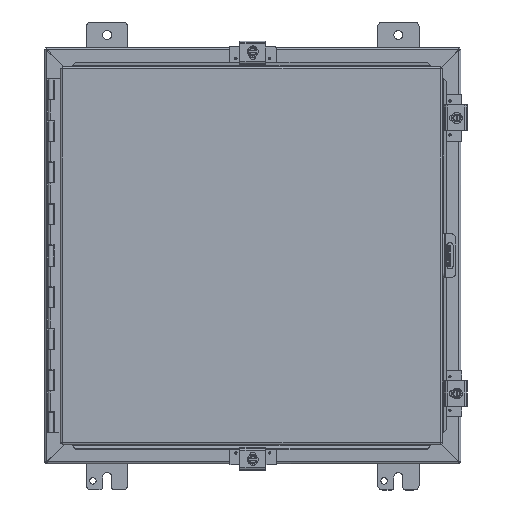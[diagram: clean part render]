
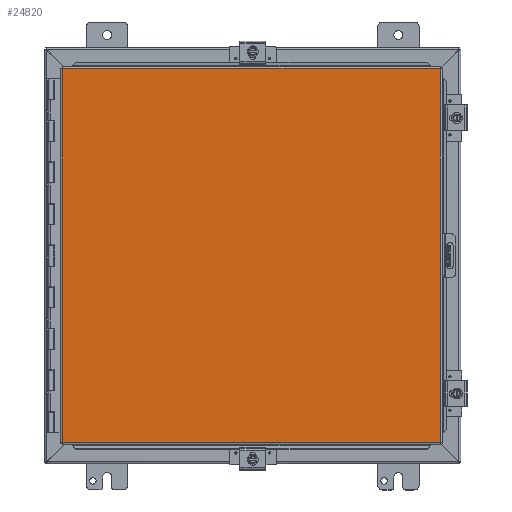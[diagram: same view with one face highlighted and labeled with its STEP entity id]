
A CAD part, top view. The second image highlights one B-rep face of the part: STEP entity #24820.
In plain terms, the highlighted face is planar.
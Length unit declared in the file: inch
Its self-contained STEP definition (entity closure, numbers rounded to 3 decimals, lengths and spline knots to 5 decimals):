
#2276 = EDGE_CURVE ( 'NONE', #22822, #11113, #19932, .T. ) ;
#2339 = DIRECTION ( 'NONE',  ( 1., 0., 0. ) ) ;
#2411 = CARTESIAN_POINT ( 'NONE',  ( -9.08225, 8.9885, 0. ) ) ;
#3761 = CARTESIAN_POINT ( 'NONE',  ( -9.08225, -8.9885, 0. ) ) ;
#4397 = ORIENTED_EDGE ( 'NONE', *, *, #2276, .T. ) ;
#4781 = CARTESIAN_POINT ( 'NONE',  ( 9.08225, -8.9885, 0. ) ) ;
#5807 = PLANE ( 'NONE',  #14826 ) ;
#9751 = CARTESIAN_POINT ( 'NONE',  ( 9.08225, 8.9885, 0. ) ) ;
#11113 = VERTEX_POINT ( 'NONE', #4781 ) ;
#11351 = CARTESIAN_POINT ( 'NONE',  ( -9.08225, -8.9885, 0. ) ) ;
#12423 = CARTESIAN_POINT ( 'NONE',  ( 9.08225, -8.9885, 0. ) ) ;
#14399 = DIRECTION ( 'NONE',  ( 0., 1., 0. ) ) ;
#14826 = AXIS2_PLACEMENT_3D ( 'NONE', #45134, #23778, #2339 ) ;
#15410 = LINE ( 'NONE', #12423, #31051 ) ;
#15515 = ORIENTED_EDGE ( 'NONE', *, *, #23088, .T. ) ;
#16921 = EDGE_CURVE ( 'NONE', #38687, #22822, #22145, .T. ) ;
#17626 = LINE ( 'NONE', #3761, #36651 ) ;
#18807 = VECTOR ( 'NONE', #31257, 39.37008 ) ;
#19932 = LINE ( 'NONE', #27664, #18807 ) ;
#21043 = VECTOR ( 'NONE', #23848, 39.37008 ) ;
#22145 = LINE ( 'NONE', #2411, #21043 ) ;
#22822 = VERTEX_POINT ( 'NONE', #9751 ) ;
#23088 = EDGE_CURVE ( 'NONE', #41920, #38687, #17626, .T. ) ;
#23778 = DIRECTION ( 'NONE',  ( 0., 0., 1. ) ) ;
#23848 = DIRECTION ( 'NONE',  ( 1., 0., 0. ) ) ;
#24820 = ADVANCED_FACE ( 'NONE', ( #41457 ), #5807, .F. ) ;
#27293 = ORIENTED_EDGE ( 'NONE', *, *, #16921, .T. ) ;
#27664 = CARTESIAN_POINT ( 'NONE',  ( 9.08225, 8.9885, 0. ) ) ;
#31051 = VECTOR ( 'NONE', #33831, 39.37008 ) ;
#31257 = DIRECTION ( 'NONE',  ( 0., -1., 0. ) ) ;
#31311 = EDGE_LOOP ( 'NONE', ( #15515, #27293, #4397, #38158 ) ) ;
#33831 = DIRECTION ( 'NONE',  ( -1., 0., 0. ) ) ;
#36651 = VECTOR ( 'NONE', #14399, 39.37008 ) ;
#38158 = ORIENTED_EDGE ( 'NONE', *, *, #42072, .T. ) ;
#38687 = VERTEX_POINT ( 'NONE', #46226 ) ;
#41457 = FACE_OUTER_BOUND ( 'NONE', #31311, .T. ) ;
#41920 = VERTEX_POINT ( 'NONE', #11351 ) ;
#42072 = EDGE_CURVE ( 'NONE', #11113, #41920, #15410, .T. ) ;
#45134 = CARTESIAN_POINT ( 'NONE',  ( 0., 0., 0. ) ) ;
#46226 = CARTESIAN_POINT ( 'NONE',  ( -9.08225, 8.9885, 0. ) ) ;
